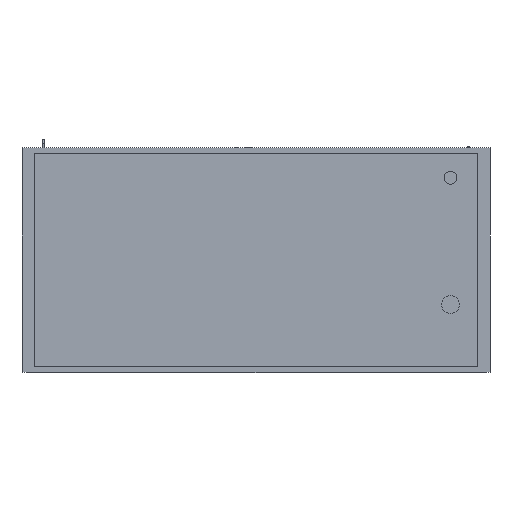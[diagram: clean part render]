
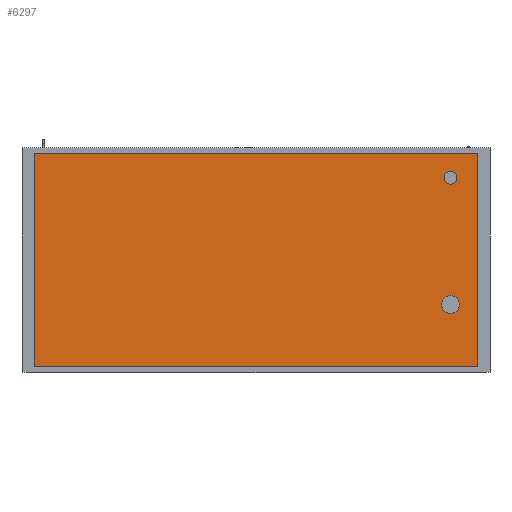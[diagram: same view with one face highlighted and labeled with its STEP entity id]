
A CAD part, front view. The second image highlights one B-rep face of the part: STEP entity #6297.
In plain terms, the highlighted planar face has unit normal (0, -1, 0).
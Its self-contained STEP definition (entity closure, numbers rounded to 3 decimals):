
#100=FACE_BOUND('',#830,.T.);
#101=FACE_BOUND('',#831,.T.);
#121=PLANE('',#6749);
#444=FACE_OUTER_BOUND('',#829,.T.);
#829=EDGE_LOOP('',(#4464,#4465,#4466,#4467));
#830=EDGE_LOOP('',(#4468,#4469));
#831=EDGE_LOOP('',(#4470,#4471));
#1222=LINE('',#9134,#1986);
#1226=LINE('',#9142,#1990);
#1229=LINE('',#9148,#1993);
#1232=LINE('',#9153,#1996);
#1986=VECTOR('',#7309,10.);
#1990=VECTOR('',#7315,10.);
#1993=VECTOR('',#7320,10.);
#1996=VECTOR('',#7325,10.);
#2738=CIRCLE('',#6730,20.);
#2739=CIRCLE('',#6731,20.);
#2742=CIRCLE('',#6736,27.5);
#2743=CIRCLE('',#6737,27.5);
#2884=VERTEX_POINT('',#9089);
#2885=VERTEX_POINT('',#9091);
#2888=VERTEX_POINT('',#9100);
#2889=VERTEX_POINT('',#9102);
#2898=VERTEX_POINT('',#9132);
#2899=VERTEX_POINT('',#9133);
#2902=VERTEX_POINT('',#9141);
#2904=VERTEX_POINT('',#9147);
#3497=EDGE_CURVE('',#2885,#2884,#2738,.T.);
#3498=EDGE_CURVE('',#2884,#2885,#2739,.T.);
#3502=EDGE_CURVE('',#2889,#2888,#2742,.T.);
#3503=EDGE_CURVE('',#2888,#2889,#2743,.T.);
#3516=EDGE_CURVE('',#2898,#2899,#1222,.T.);
#3520=EDGE_CURVE('',#2902,#2898,#1226,.T.);
#3523=EDGE_CURVE('',#2904,#2902,#1229,.T.);
#3526=EDGE_CURVE('',#2899,#2904,#1232,.T.);
#4464=ORIENTED_EDGE('',*,*,#3526,.F.);
#4465=ORIENTED_EDGE('',*,*,#3516,.F.);
#4466=ORIENTED_EDGE('',*,*,#3520,.F.);
#4467=ORIENTED_EDGE('',*,*,#3523,.F.);
#4468=ORIENTED_EDGE('',*,*,#3497,.T.);
#4469=ORIENTED_EDGE('',*,*,#3498,.T.);
#4470=ORIENTED_EDGE('',*,*,#3502,.T.);
#4471=ORIENTED_EDGE('',*,*,#3503,.T.);
#6297=ADVANCED_FACE('',(#444,#100,#101),#121,.F.);
#6730=AXIS2_PLACEMENT_3D('',#9092,#7266,#7267);
#6731=AXIS2_PLACEMENT_3D('',#9093,#7268,#7269);
#6736=AXIS2_PLACEMENT_3D('',#9103,#7279,#7280);
#6737=AXIS2_PLACEMENT_3D('',#9104,#7281,#7282);
#6749=AXIS2_PLACEMENT_3D('',#9156,#7329,#7330);
#7266=DIRECTION('center_axis',(0.,1.,0.));
#7267=DIRECTION('ref_axis',(1.,0.,0.));
#7268=DIRECTION('center_axis',(0.,1.,0.));
#7269=DIRECTION('ref_axis',(1.,0.,0.));
#7279=DIRECTION('center_axis',(0.,1.,0.));
#7280=DIRECTION('ref_axis',(1.,0.,0.));
#7281=DIRECTION('center_axis',(0.,1.,0.));
#7282=DIRECTION('ref_axis',(1.,0.,0.));
#7309=DIRECTION('',(0.,0.,1.));
#7315=DIRECTION('',(-1.,0.,0.));
#7320=DIRECTION('',(0.,0.,-1.));
#7325=DIRECTION('',(1.,0.,0.));
#7329=DIRECTION('center_axis',(0.,1.,0.));
#7330=DIRECTION('ref_axis',(0.,0.,1.));
#9089=CARTESIAN_POINT('',(582.5,0.,255.));
#9091=CARTESIAN_POINT('',(622.5,0.,255.));
#9092=CARTESIAN_POINT('Origin',(602.5,0.,255.));
#9093=CARTESIAN_POINT('Origin',(602.5,0.,255.));
#9100=CARTESIAN_POINT('',(575.,0.,-138.));
#9102=CARTESIAN_POINT('',(630.,0.,-138.));
#9103=CARTESIAN_POINT('Origin',(602.5,0.,-138.));
#9104=CARTESIAN_POINT('Origin',(602.5,0.,-138.));
#9132=CARTESIAN_POINT('',(-687.5,0.,-330.));
#9133=CARTESIAN_POINT('',(-687.5,0.,330.));
#9134=CARTESIAN_POINT('',(-687.5,0.,-330.));
#9141=CARTESIAN_POINT('',(687.5,0.,-330.));
#9142=CARTESIAN_POINT('',(687.5,0.,-330.));
#9147=CARTESIAN_POINT('',(687.5,0.,330.));
#9148=CARTESIAN_POINT('',(687.5,0.,330.));
#9153=CARTESIAN_POINT('',(-687.5,0.,330.));
#9156=CARTESIAN_POINT('Origin',(0.,0.,0.));
